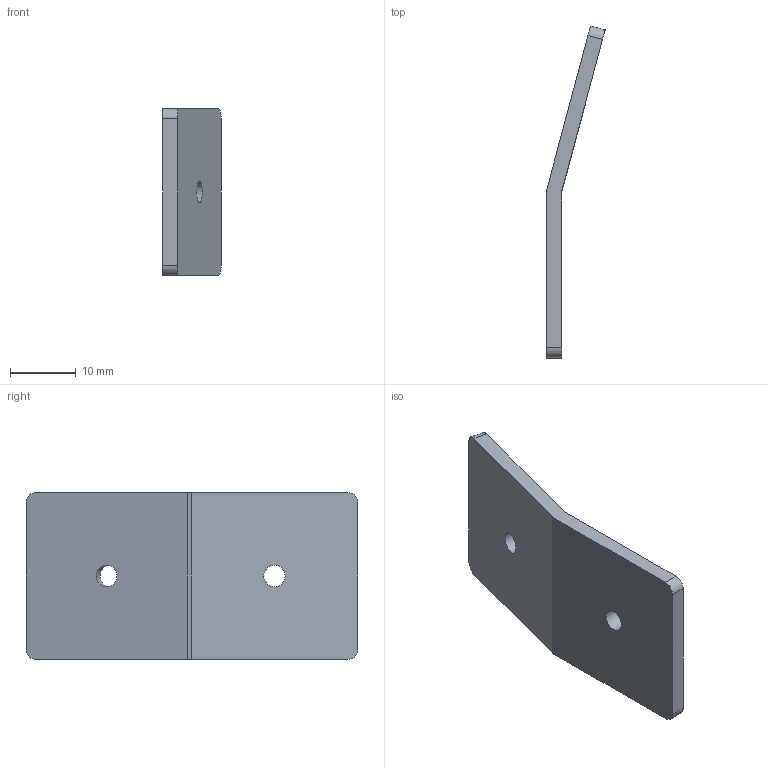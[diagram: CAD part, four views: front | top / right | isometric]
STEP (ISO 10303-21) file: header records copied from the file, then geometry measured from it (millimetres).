
FILE_DESCRIPTION(/* description */ (''),/* implementation_level */ '2;1');
FILE_NAME(/* name */ 'am-2847.stp',/* time_stamp */ '2019-11-26T14:18:46-08:00',/* author */ ('Phillips Lenovo'),/* organization */ (''),/* preprocessor_version */ 'ST-DEVELOPER v18',/* originating_system */ 'Autodesk Inventor 2020',/* authorisation */ '');
FILE_SCHEMA (('AUTOMOTIVE_DESIGN { 1 0 10303 214 3 1 1 }'));
Length unit declared in the file: inch
Products named in the file (1): am-2847
Bounding box: 8.86 x 50.53 x 25.4 mm (x, y, z)
Volume: 2924.5 mm3; surface area: 2949.1 mm2
Topology: 1 solids, 1 shells, 15 faces, 41 edges, 28 vertices
Faces by surface type: plane 8, cylinder 7
Full cylindrical faces by diameter (mm): 3.251 x2
Entity records: 538 total; most frequent: DIRECTION 89, CARTESIAN_POINT 85, ORIENTED_EDGE 82, EDGE_CURVE 41, AXIS2_PLACEMENT_3D 32, VERTEX_POINT 28, LINE 25, VECTOR 25
